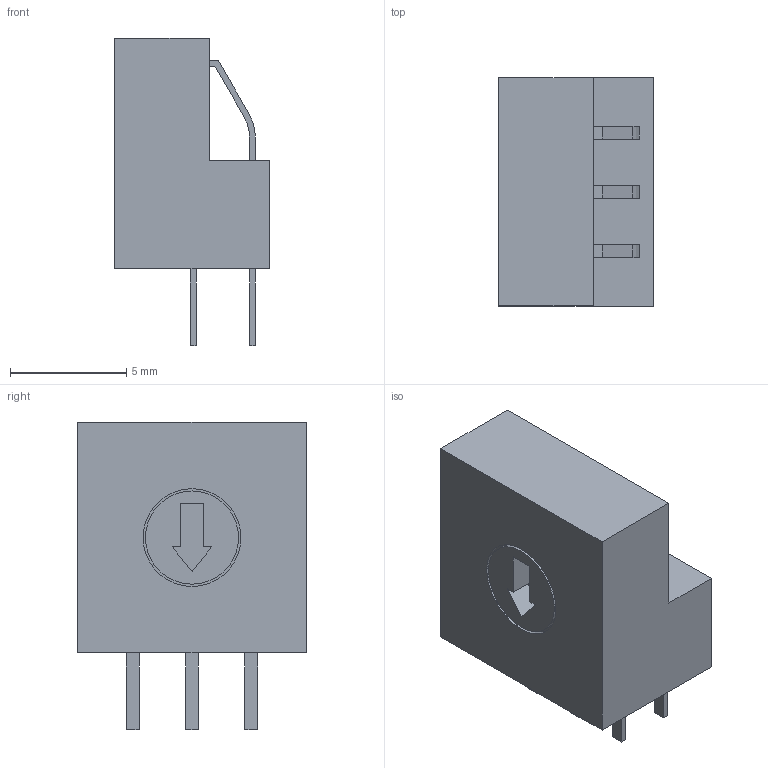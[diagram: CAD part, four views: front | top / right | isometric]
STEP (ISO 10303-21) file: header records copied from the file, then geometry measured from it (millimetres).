
FILE_DESCRIPTION((''),'2;1');
FILE_NAME('SW_OMRON_A6R-162RF.stp','2011-01-19T16:10:35',(''),(''),'Mechanical Desktop 2011','Mechanical Desktop 2011',', , ');
FILE_SCHEMA(('AUTOMOTIVE_DESIGN { 1 2 10303 214 1 1 1 1 }'));
Length unit declared in the file: millimetre
Products named in the file (1): Product
Bounding box: 6.64 x 9.8 x 13.2 mm (x, y, z)
Volume: 515.4 mm3; surface area: 573.1 mm2
Topology: 11 solids, 11 shells, 98 faces, 219 edges, 146 vertices
Faces by surface type: bspline 44, plane 42, cylinder 12
Entity records: 2729 total; most frequent: CARTESIAN_POINT 596, ORIENTED_EDGE 438, DIRECTION 353, EDGE_CURVE 219, VECTOR 195, LINE 195, VERTEX_POINT 146, EDGE_LOOP 101
